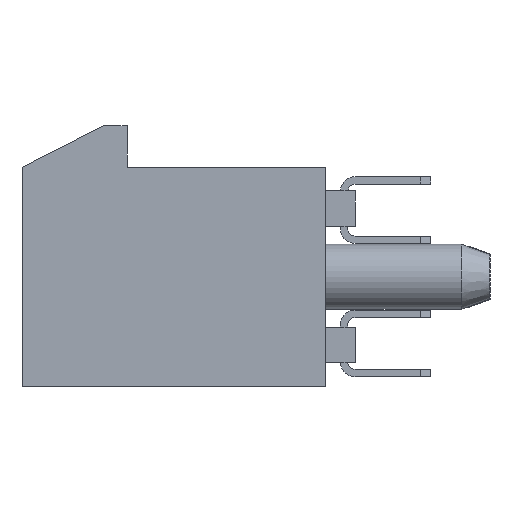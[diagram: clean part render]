
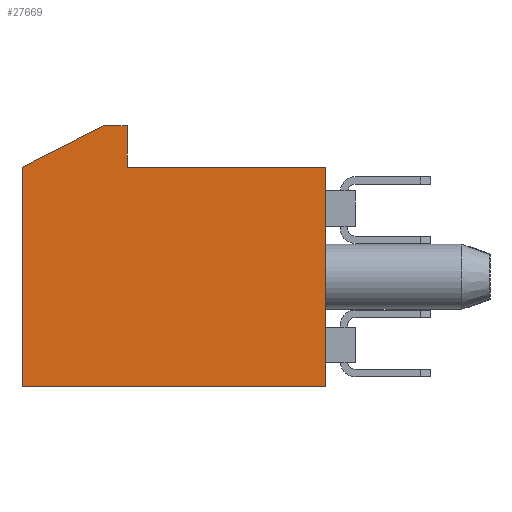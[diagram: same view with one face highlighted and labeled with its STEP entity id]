
A CAD part, left-side view. The second image highlights one B-rep face of the part: STEP entity #27669.
In plain terms, the highlighted planar face has unit normal (-1, 0, 0).
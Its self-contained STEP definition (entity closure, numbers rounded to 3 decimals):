
#329 = VECTOR ( 'NONE', #12692, 1000. ) ;
#403 = CARTESIAN_POINT ( 'NONE',  ( -14.65, 7.7, 5.1 ) ) ;
#1091 = CARTESIAN_POINT ( 'NONE',  ( -14.65, 48.572, -3.7 ) ) ;
#1416 = LINE ( 'NONE', #3141, #5469 ) ;
#2512 = CARTESIAN_POINT ( 'NONE',  ( -14.65, 7.7, 3.7 ) ) ;
#2924 = CARTESIAN_POINT ( 'NONE',  ( -14.65, 1., -3.7 ) ) ;
#3141 = CARTESIAN_POINT ( 'NONE',  ( -14.65, 11.25, -3.7 ) ) ;
#3219 = VERTEX_POINT ( 'NONE', #10599 ) ;
#3344 = VERTEX_POINT ( 'NONE', #25934 ) ;
#3584 = LINE ( 'NONE', #12406, #10621 ) ;
#4261 = CARTESIAN_POINT ( 'NONE',  ( -14.65, 11.25, 3.7 ) ) ;
#4348 = LINE ( 'NONE', #403, #15676 ) ;
#4914 = ORIENTED_EDGE ( 'NONE', *, *, #22644, .F. ) ;
#5469 = VECTOR ( 'NONE', #18983, 1000. ) ;
#5838 = CARTESIAN_POINT ( 'NONE',  ( -14.65, 8.5, 5.1 ) ) ;
#6252 = VECTOR ( 'NONE', #16912, 1000. ) ;
#6373 = LINE ( 'NONE', #8416, #329 ) ;
#7095 = ORIENTED_EDGE ( 'NONE', *, *, #19998, .T. ) ;
#7481 = LINE ( 'NONE', #2924, #26912 ) ;
#7637 = PLANE ( 'NONE',  #17914 ) ;
#8043 = DIRECTION ( 'NONE',  ( 0., 1., 0. ) ) ;
#8416 = CARTESIAN_POINT ( 'NONE',  ( -14.65, 48.572, -3.7 ) ) ;
#9493 = EDGE_CURVE ( 'NONE', #3219, #10138, #25554, .T. ) ;
#9623 = VERTEX_POINT ( 'NONE', #22376 ) ;
#9825 = CARTESIAN_POINT ( 'NONE',  ( -14.65, 8.5, 5.1 ) ) ;
#10138 = VERTEX_POINT ( 'NONE', #9825 ) ;
#10599 = CARTESIAN_POINT ( 'NONE',  ( -14.65, 7.7, 5.1 ) ) ;
#10621 = VECTOR ( 'NONE', #19851, 1000. ) ;
#11479 = DIRECTION ( 'NONE',  ( 0., 0., 1. ) ) ;
#12009 = ORIENTED_EDGE ( 'NONE', *, *, #12870, .T. ) ;
#12406 = CARTESIAN_POINT ( 'NONE',  ( -14.65, 48.572, 3.7 ) ) ;
#12692 = DIRECTION ( 'NONE',  ( 0., -1., 0. ) ) ;
#12870 = EDGE_CURVE ( 'NONE', #27211, #3219, #4348, .T. ) ;
#15455 = EDGE_LOOP ( 'NONE', ( #4914, #22879, #7095, #28223, #12009, #22604, #15678 ) ) ;
#15676 = VECTOR ( 'NONE', #15846, 1000. ) ;
#15678 = ORIENTED_EDGE ( 'NONE', *, *, #24630, .T. ) ;
#15846 = DIRECTION ( 'NONE',  ( 0., 0., 1. ) ) ;
#16615 = EDGE_CURVE ( 'NONE', #27211, #3344, #3584, .T. ) ;
#16912 = DIRECTION ( 'NONE',  ( 0., 0.891, -0.454 ) ) ;
#17914 = AXIS2_PLACEMENT_3D ( 'NONE', #1091, #18664, #25318 ) ;
#18144 = CARTESIAN_POINT ( 'NONE',  ( -14.65, 11.25, 3.7 ) ) ;
#18664 = DIRECTION ( 'NONE',  ( 1., 0., 0. ) ) ;
#18983 = DIRECTION ( 'NONE',  ( 0., 0., 1. ) ) ;
#19502 = LINE ( 'NONE', #4261, #6252 ) ;
#19851 = DIRECTION ( 'NONE',  ( 0., -1., 0. ) ) ;
#19998 = EDGE_CURVE ( 'NONE', #9623, #3344, #7481, .T. ) ;
#22160 = VERTEX_POINT ( 'NONE', #18144 ) ;
#22376 = CARTESIAN_POINT ( 'NONE',  ( -14.65, 1., -3.7 ) ) ;
#22456 = EDGE_CURVE ( 'NONE', #23296, #9623, #6373, .T. ) ;
#22604 = ORIENTED_EDGE ( 'NONE', *, *, #9493, .T. ) ;
#22644 = EDGE_CURVE ( 'NONE', #23296, #22160, #1416, .T. ) ;
#22879 = ORIENTED_EDGE ( 'NONE', *, *, #22456, .T. ) ;
#23221 = CARTESIAN_POINT ( 'NONE',  ( -14.65, 11.25, -3.7 ) ) ;
#23296 = VERTEX_POINT ( 'NONE', #23221 ) ;
#24630 = EDGE_CURVE ( 'NONE', #10138, #22160, #19502, .T. ) ;
#25318 = DIRECTION ( 'NONE',  ( 0., 0., -1. ) ) ;
#25554 = LINE ( 'NONE', #5838, #27147 ) ;
#25934 = CARTESIAN_POINT ( 'NONE',  ( -14.65, 1., 3.7 ) ) ;
#26912 = VECTOR ( 'NONE', #11479, 1000. ) ;
#27147 = VECTOR ( 'NONE', #8043, 1000. ) ;
#27211 = VERTEX_POINT ( 'NONE', #2512 ) ;
#27317 = FACE_OUTER_BOUND ( 'NONE', #15455, .T. ) ;
#27669 = ADVANCED_FACE ( 'NONE', ( #27317 ), #7637, .F. ) ;
#28223 = ORIENTED_EDGE ( 'NONE', *, *, #16615, .F. ) ;
